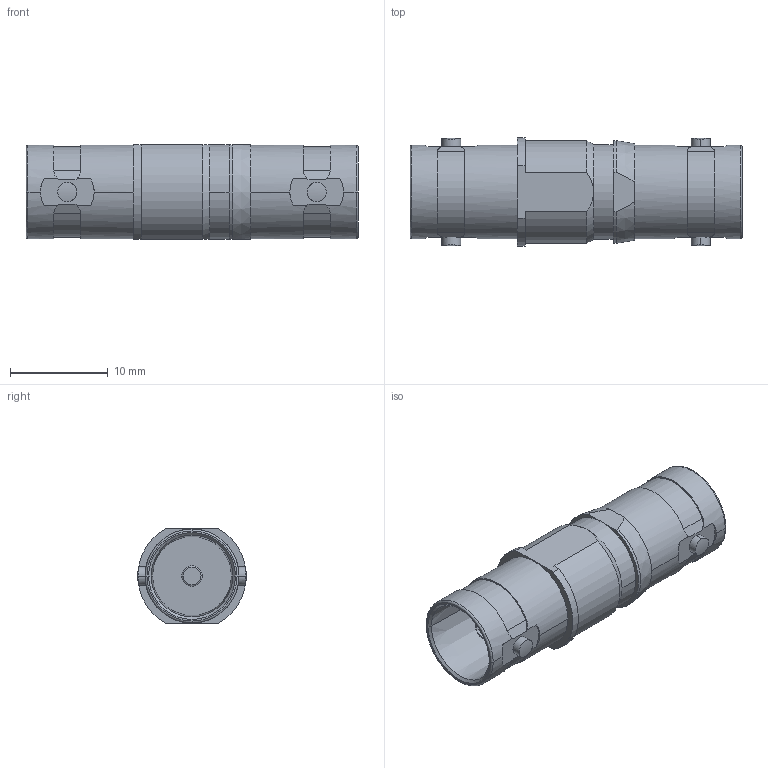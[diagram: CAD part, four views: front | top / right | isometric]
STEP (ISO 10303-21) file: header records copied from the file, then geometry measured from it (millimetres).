
FILE_DESCRIPTION((''),'2;1');
FILE_NAME('NBB75FI','2020-11-27T12:22:43',('phk'),(''),'CREO PARAMETRIC BY PTC INC, 2019080','CREO PARAMETRIC BY PTC INC, 2019080','');
FILE_SCHEMA(('CONFIG_CONTROL_DESIGN'));
Length unit declared in the file: millimetre
Products named in the file (1): NBB75FI
Bounding box: 34 x 11.06 x 9.7 mm (x, y, z)
Volume: 1721.7 mm3; surface area: 1782 mm2
Topology: 1 solids, 1 shells, 147 faces, 350 edges, 218 vertices
Faces by surface type: cylinder 66, plane 39, torus 30, cone 12
Entity records: 4672 total; most frequent: CARTESIAN_POINT 1251, DIRECTION 726, ORIENTED_EDGE 700, EDGE_CURVE 350, AXIS2_PLACEMENT_3D 309, VERTEX_POINT 218, CIRCLE 162, EDGE_LOOP 160
